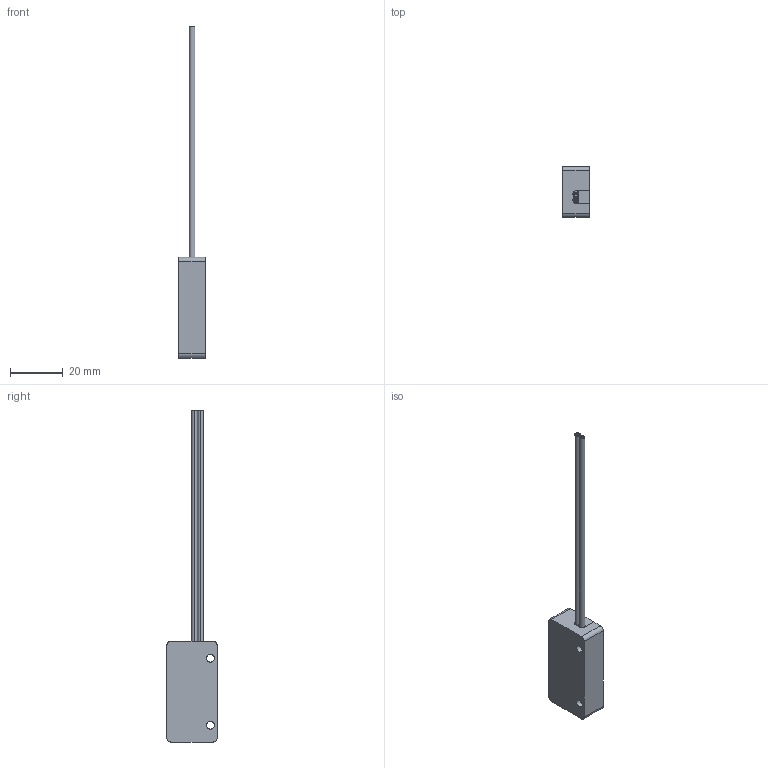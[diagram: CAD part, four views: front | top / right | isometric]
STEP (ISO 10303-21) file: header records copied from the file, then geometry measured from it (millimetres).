
FILE_DESCRIPTION((''),'2;1');
FILE_NAME('188732_ASM','2016-01-12T',('pdmadmin'),(''),'PRO/ENGINEER BY PARAMETRIC TECHNOLOGY CORPORATION, 2013230','PRO/ENGINEER BY PARAMETRIC TECHNOLOGY CORPORATION, 2013230','');
FILE_SCHEMA(('CONFIG_CONTROL_DESIGN'));
Length unit declared in the file: inch
Products named in the file (6): 58152; 10143; FIBER_CORE_-25_010; 61166_ASM; 188732_POTTING; 188732_ASM
Assembly tree (37 placements, depth 3):
  188732_ASM
    61166_ASM
      58152
      10143  x2
      FIBER_CORE_-25_010  x32
    188732_POTTING
Bounding box: 10.16 x 19.05 x 125.76 mm (x, y, z)
Volume: 5616.1 mm3; surface area: 8843.9 mm2
Topology: 50 solids, 50 shells, 389 faces, 825 edges, 550 vertices
Faces by surface type: cylinder 212, plane 177
Entity records: 6406 total; most frequent: DIRECTION 1245, CARTESIAN_POINT 1061, ORIENTED_EDGE 942, AXIS2_PLACEMENT_3D 514, EDGE_CURVE 471, VERTEX_POINT 314, EDGE_LOOP 263, CIRCLE 250
